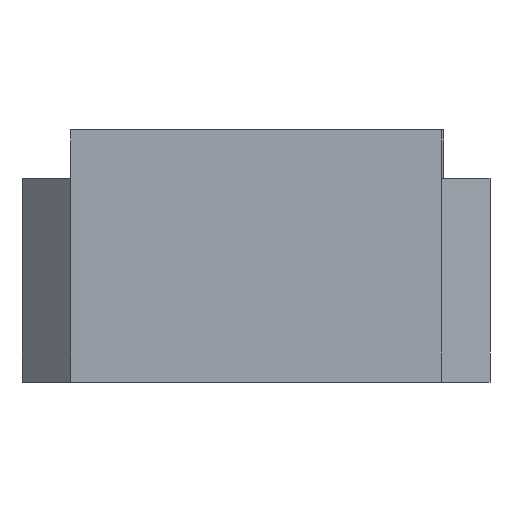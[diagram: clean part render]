
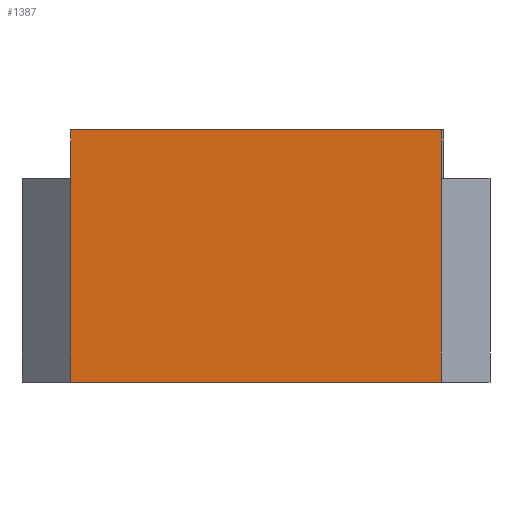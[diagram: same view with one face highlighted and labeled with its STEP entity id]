
A CAD part, front view. The second image highlights one B-rep face of the part: STEP entity #1387.
In plain terms, the highlighted planar face has unit normal (0, -1, 0).
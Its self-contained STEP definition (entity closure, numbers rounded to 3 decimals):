
#60 = ORIENTED_EDGE ( 'NONE', *, *, #1112, .F. ) ;
#61 = DIRECTION ( 'NONE',  ( 0., 0., -1. ) ) ;
#64 = EDGE_CURVE ( 'NONE', #406, #743, #1348, .T. ) ;
#78 = ORIENTED_EDGE ( 'NONE', *, *, #86, .T. ) ;
#86 = EDGE_CURVE ( 'NONE', #743, #932, #1328, .T. ) ;
#92 = VECTOR ( 'NONE', #1039, 1000. ) ;
#136 = CARTESIAN_POINT ( 'NONE',  ( -14.269, -105.83, 26. ) ) ;
#220 = CARTESIAN_POINT ( 'NONE',  ( -14.269, -105.83, 26. ) ) ;
#281 = VECTOR ( 'NONE', #61, 1000. ) ;
#323 = VECTOR ( 'NONE', #1364, 1000. ) ;
#343 = LINE ( 'NONE', #664, #1324 ) ;
#406 = VERTEX_POINT ( 'NONE', #458 ) ;
#419 = ORIENTED_EDGE ( 'NONE', *, *, #1552, .T. ) ;
#439 = VECTOR ( 'NONE', #676, 1000. ) ;
#458 = CARTESIAN_POINT ( 'NONE',  ( -14.269, -105.83, 21. ) ) ;
#470 = VECTOR ( 'NONE', #609, 1000. ) ;
#477 = VERTEX_POINT ( 'NONE', #220 ) ;
#564 = ORIENTED_EDGE ( 'NONE', *, *, #64, .T. ) ;
#602 = PLANE ( 'NONE',  #1128 ) ;
#609 = DIRECTION ( 'NONE',  ( 1., 0., 0. ) ) ;
#633 = EDGE_LOOP ( 'NONE', ( #78, #60, #1278, #879, #419, #564 ) ) ;
#664 = CARTESIAN_POINT ( 'NONE',  ( 23.951, -105.83, 21. ) ) ;
#671 = FACE_OUTER_BOUND ( 'NONE', #633, .T. ) ;
#676 = DIRECTION ( 'NONE',  ( 1., 0., 0. ) ) ;
#730 = DIRECTION ( 'NONE',  ( 0., 0., 1. ) ) ;
#743 = VERTEX_POINT ( 'NONE', #1515 ) ;
#825 = CARTESIAN_POINT ( 'NONE',  ( 23.951, -105.83, 26. ) ) ;
#846 = CARTESIAN_POINT ( 'NONE',  ( -14.269, -105.83, 21. ) ) ;
#865 = CARTESIAN_POINT ( 'NONE',  ( 23.951, -105.83, 21. ) ) ;
#879 = ORIENTED_EDGE ( 'NONE', *, *, #1156, .F. ) ;
#932 = VERTEX_POINT ( 'NONE', #1213 ) ;
#958 = VERTEX_POINT ( 'NONE', #1229 ) ;
#1010 = VERTEX_POINT ( 'NONE', #865 ) ;
#1039 = DIRECTION ( 'NONE',  ( 0., 0., -1. ) ) ;
#1085 = EDGE_CURVE ( 'NONE', #958, #1010, #1086, .T. ) ;
#1086 = LINE ( 'NONE', #825, #281 ) ;
#1101 = DIRECTION ( 'NONE',  ( 0., 0., -1. ) ) ;
#1112 = EDGE_CURVE ( 'NONE', #1010, #932, #343, .T. ) ;
#1128 = AXIS2_PLACEMENT_3D ( 'NONE', #846, #1184, #730 ) ;
#1151 = CARTESIAN_POINT ( 'NONE',  ( -14.269, -105.83, 21. ) ) ;
#1156 = EDGE_CURVE ( 'NONE', #477, #958, #1564, .T. ) ;
#1181 = CARTESIAN_POINT ( 'NONE',  ( -14.269, -105.83, 26. ) ) ;
#1184 = DIRECTION ( 'NONE',  ( 0., 1., 0. ) ) ;
#1213 = CARTESIAN_POINT ( 'NONE',  ( 23.951, -105.83, 0. ) ) ;
#1229 = CARTESIAN_POINT ( 'NONE',  ( 23.951, -105.83, 26. ) ) ;
#1278 = ORIENTED_EDGE ( 'NONE', *, *, #1085, .F. ) ;
#1324 = VECTOR ( 'NONE', #1101, 1000. ) ;
#1328 = LINE ( 'NONE', #1514, #439 ) ;
#1348 = LINE ( 'NONE', #1151, #92 ) ;
#1364 = DIRECTION ( 'NONE',  ( 0., 0., -1. ) ) ;
#1387 = ADVANCED_FACE ( 'NONE', ( #671 ), #602, .F. ) ;
#1514 = CARTESIAN_POINT ( 'NONE',  ( -14.269, -105.83, 0. ) ) ;
#1515 = CARTESIAN_POINT ( 'NONE',  ( -14.269, -105.83, 0. ) ) ;
#1549 = LINE ( 'NONE', #136, #323 ) ;
#1552 = EDGE_CURVE ( 'NONE', #477, #406, #1549, .T. ) ;
#1564 = LINE ( 'NONE', #1181, #470 ) ;
